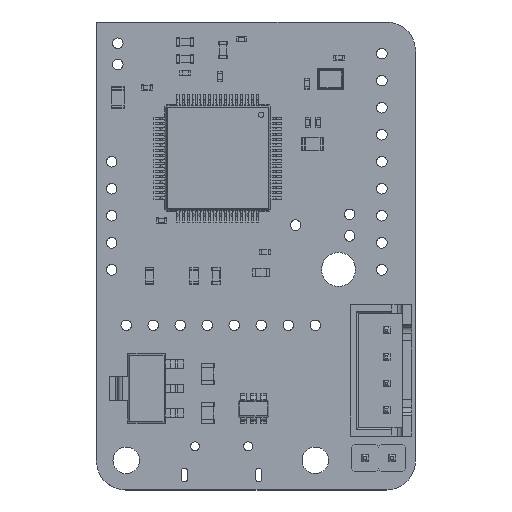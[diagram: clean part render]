
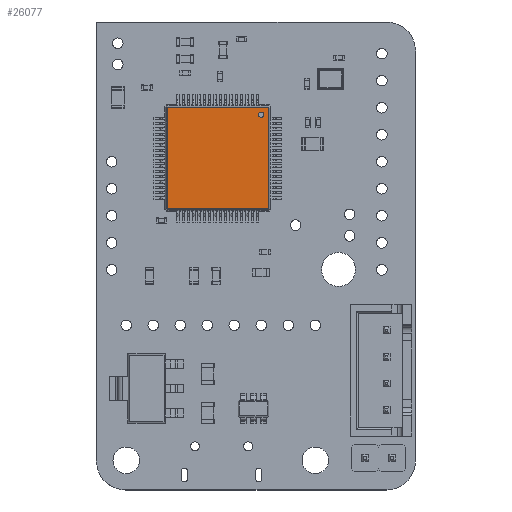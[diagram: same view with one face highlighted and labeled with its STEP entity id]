
A CAD part, top view. The second image highlights one B-rep face of the part: STEP entity #26077.
In plain terms, the highlighted planar face has unit normal (0, 0, 1).
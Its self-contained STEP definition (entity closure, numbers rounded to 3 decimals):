
#19066 = VERTEX_POINT('',#19067);
#19067 = CARTESIAN_POINT('',(-4.702,4.746,1.5));
#19360 = EDGE_CURVE('',#19066,#19361,#19363,.T.);
#19361 = VERTEX_POINT('',#19362);
#19362 = CARTESIAN_POINT('',(4.702,4.746,1.5));
#19363 = B_SPLINE_CURVE_WITH_KNOTS('',2,(#19364,#19365,#19366,#19367,
    #19368),.UNSPECIFIED.,.F.,.F.,(3,1,1,3),(-0.503,
    -0.04,9.477,9.939),.UNSPECIFIED.);
#19364 = CARTESIAN_POINT('',(-5.221,4.746,1.5));
#19365 = CARTESIAN_POINT('',(-4.99,4.746,1.5));
#19366 = CARTESIAN_POINT('',(0.,4.746,1.5));
#19367 = CARTESIAN_POINT('',(4.99,4.746,1.5));
#19368 = CARTESIAN_POINT('',(5.221,4.746,1.5));
#25437 = EDGE_CURVE('',#19361,#25438,#25440,.T.);
#25438 = VERTEX_POINT('',#25439);
#25439 = CARTESIAN_POINT('',(4.746,4.702,1.5));
#25440 = B_SPLINE_CURVE_WITH_KNOTS('',2,(#25441,#25442,#25443,#25444,
    #25445),.UNSPECIFIED.,.F.,.F.,(3,1,1,3),(-0.216,
    -0.04,0.137,0.313),.UNSPECIFIED.);
#25441 = CARTESIAN_POINT('',(4.537,4.911,1.5));
#25442 = CARTESIAN_POINT('',(4.6,4.849,1.5));
#25443 = CARTESIAN_POINT('',(4.724,4.724,1.5));
#25444 = CARTESIAN_POINT('',(4.849,4.6,1.5));
#25445 = CARTESIAN_POINT('',(4.911,4.537,1.5));
#25761 = VERTEX_POINT('',#25762);
#25762 = CARTESIAN_POINT('',(-4.746,4.702,1.5));
#26052 = EDGE_CURVE('',#25761,#19066,#26053,.T.);
#26053 = B_SPLINE_CURVE_WITH_KNOTS('',2,(#26054,#26055,#26056,#26057,
    #26058),.UNSPECIFIED.,.F.,.F.,(3,1,1,3),(-0.216,
    -0.04,0.137,0.313),.UNSPECIFIED.);
#26054 = CARTESIAN_POINT('',(-4.911,4.537,1.5));
#26055 = CARTESIAN_POINT('',(-4.849,4.6,1.5));
#26056 = CARTESIAN_POINT('',(-4.724,4.724,1.5));
#26057 = CARTESIAN_POINT('',(-4.6,4.849,1.5));
#26058 = CARTESIAN_POINT('',(-4.537,4.911,1.5));
#26077 = ADVANCED_FACE('',(#26078,#26131),#26142,.T.);
#26078 = FACE_BOUND('',#26079,.T.);
#26079 = EDGE_LOOP('',(#26080,#26081,#26082,#26092,#26102,#26112,#26122,
    #26130));
#26080 = ORIENTED_EDGE('',*,*,#19360,.F.);
#26081 = ORIENTED_EDGE('',*,*,#26052,.F.);
#26082 = ORIENTED_EDGE('',*,*,#26083,.F.);
#26083 = EDGE_CURVE('',#26084,#25761,#26086,.T.);
#26084 = VERTEX_POINT('',#26085);
#26085 = CARTESIAN_POINT('',(-4.746,-4.702,1.5));
#26086 = B_SPLINE_CURVE_WITH_KNOTS('',2,(#26087,#26088,#26089,#26090,
    #26091),.UNSPECIFIED.,.F.,.F.,(3,1,1,3),(-0.503,
    -0.04,9.477,9.939),.UNSPECIFIED.);
#26087 = CARTESIAN_POINT('',(-4.746,-5.221,1.5));
#26088 = CARTESIAN_POINT('',(-4.746,-4.99,1.5));
#26089 = CARTESIAN_POINT('',(-4.746,0.,1.5));
#26090 = CARTESIAN_POINT('',(-4.746,4.99,1.5));
#26091 = CARTESIAN_POINT('',(-4.746,5.221,1.5));
#26092 = ORIENTED_EDGE('',*,*,#26093,.F.);
#26093 = EDGE_CURVE('',#26094,#26084,#26096,.T.);
#26094 = VERTEX_POINT('',#26095);
#26095 = CARTESIAN_POINT('',(-4.702,-4.746,1.5));
#26096 = B_SPLINE_CURVE_WITH_KNOTS('',2,(#26097,#26098,#26099,#26100,
    #26101),.UNSPECIFIED.,.F.,.F.,(3,1,1,3),(-0.216,
    -0.04,0.137,0.313),.UNSPECIFIED.);
#26097 = CARTESIAN_POINT('',(-4.537,-4.911,1.5));
#26098 = CARTESIAN_POINT('',(-4.6,-4.849,1.5));
#26099 = CARTESIAN_POINT('',(-4.724,-4.724,1.5));
#26100 = CARTESIAN_POINT('',(-4.849,-4.6,1.5));
#26101 = CARTESIAN_POINT('',(-4.911,-4.537,1.5));
#26102 = ORIENTED_EDGE('',*,*,#26103,.F.);
#26103 = EDGE_CURVE('',#26104,#26094,#26106,.T.);
#26104 = VERTEX_POINT('',#26105);
#26105 = CARTESIAN_POINT('',(4.702,-4.746,1.5));
#26106 = B_SPLINE_CURVE_WITH_KNOTS('',2,(#26107,#26108,#26109,#26110,
    #26111),.UNSPECIFIED.,.F.,.F.,(3,1,1,3),(-0.503,
    -0.04,9.477,9.939),.UNSPECIFIED.);
#26107 = CARTESIAN_POINT('',(5.221,-4.746,1.5));
#26108 = CARTESIAN_POINT('',(4.99,-4.746,1.5));
#26109 = CARTESIAN_POINT('',(0.,-4.746,1.5));
#26110 = CARTESIAN_POINT('',(-4.99,-4.746,1.5));
#26111 = CARTESIAN_POINT('',(-5.221,-4.746,1.5));
#26112 = ORIENTED_EDGE('',*,*,#26113,.F.);
#26113 = EDGE_CURVE('',#26114,#26104,#26116,.T.);
#26114 = VERTEX_POINT('',#26115);
#26115 = CARTESIAN_POINT('',(4.746,-4.702,1.5));
#26116 = B_SPLINE_CURVE_WITH_KNOTS('',2,(#26117,#26118,#26119,#26120,
    #26121),.UNSPECIFIED.,.F.,.F.,(3,1,1,3),(-0.216,
    -0.04,0.137,0.313),.UNSPECIFIED.);
#26117 = CARTESIAN_POINT('',(4.911,-4.537,1.5));
#26118 = CARTESIAN_POINT('',(4.849,-4.6,1.5));
#26119 = CARTESIAN_POINT('',(4.724,-4.724,1.5));
#26120 = CARTESIAN_POINT('',(4.6,-4.849,1.5));
#26121 = CARTESIAN_POINT('',(4.537,-4.911,1.5));
#26122 = ORIENTED_EDGE('',*,*,#26123,.F.);
#26123 = EDGE_CURVE('',#25438,#26114,#26124,.T.);
#26124 = B_SPLINE_CURVE_WITH_KNOTS('',2,(#26125,#26126,#26127,#26128,
    #26129),.UNSPECIFIED.,.F.,.F.,(3,1,1,3),(-0.503,
    -0.04,9.477,9.939),.UNSPECIFIED.);
#26125 = CARTESIAN_POINT('',(4.746,5.221,1.5));
#26126 = CARTESIAN_POINT('',(4.746,4.99,1.5));
#26127 = CARTESIAN_POINT('',(4.746,0.,1.5));
#26128 = CARTESIAN_POINT('',(4.746,-4.99,1.5));
#26129 = CARTESIAN_POINT('',(4.746,-5.221,1.5));
#26130 = ORIENTED_EDGE('',*,*,#25437,.F.);
#26131 = FACE_BOUND('',#26132,.T.);
#26132 = EDGE_LOOP('',(#26133));
#26133 = ORIENTED_EDGE('',*,*,#26134,.F.);
#26134 = EDGE_CURVE('',#26135,#26135,#26137,.T.);
#26135 = VERTEX_POINT('',#26136);
#26136 = CARTESIAN_POINT('',(-4.087,3.837,1.5));
#26137 = CIRCLE('',#26138,0.25);
#26138 = AXIS2_PLACEMENT_3D('',#26139,#26140,#26141);
#26139 = CARTESIAN_POINT('',(-4.087,4.087,1.5));
#26140 = DIRECTION('',(-0.,0.,1.));
#26141 = DIRECTION('',(0.,-1.,0.));
#26142 = PLANE('',#26143);
#26143 = AXIS2_PLACEMENT_3D('',#26144,#26145,#26146);
#26144 = CARTESIAN_POINT('',(-4.718,4.787,1.5));
#26145 = DIRECTION('',(0.,0.,1.));
#26146 = DIRECTION('',(0.702,-0.712,0.));
